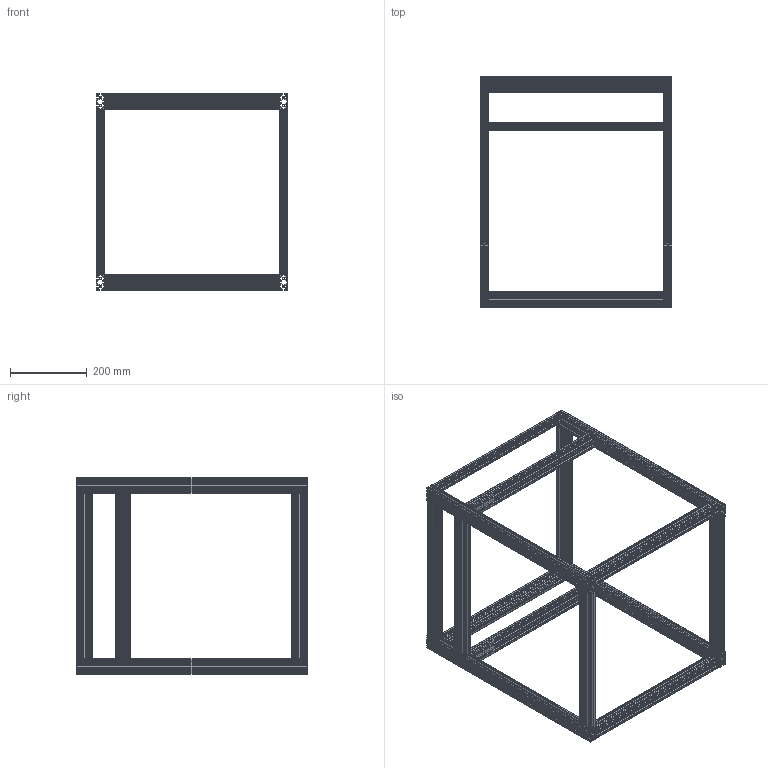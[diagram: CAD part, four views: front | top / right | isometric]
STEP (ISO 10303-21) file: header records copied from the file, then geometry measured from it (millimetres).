
FILE_DESCRIPTION(/* description */ (''),/* implementation_level */ '2;1');
FILE_NAME(/* name */ 'Full Frame v2.step',/* time_stamp */ '2020-11-18T05:00:39-06:00',/* author */ (''),/* organization */ (''),/* preprocessor_version */ 'ST-DEVELOPER v18.1',/* originating_system */ 'Autodesk Translation Framework v9.3.0.1241',/* authorisation */ '');
FILE_SCHEMA (('AUTOMOTIVE_DESIGN { 1 0 10303 214 3 1 1 }'));
Length unit declared in the file: millimetre
Products named in the file (17): Full Frame; Front Solid Upgright ; _20-2040-600-S; Front Solid Horizontal ; _20-2040-430-S; Rear Frame Upright ; _20-2040-600-CL (1); Right Top Horizontal ; Rear Frame Horizontal ; _20-2040-430-CL; Left Y Set; _20-2040-457-CL; Right Y set; Side Horizontal ; _20-2040-457-CL_1; Rear Cross with Stepper mount; _20-2040-430-CL_1
Assembly tree (23 placements, depth 4):
  Full Frame
    Front Solid Upgright   x2
      _20-2040-600-S
    Front Solid Horizontal   x2
      _20-2040-430-S
    Side Horizontal   x3
      _20-2040-457-CL_1
    Rear Frame Upright   x2
      _20-2040-600-CL (1)
    Rear Frame Horizontal   x2
      _20-2040-430-CL
    Right Top Horizontal 
    Left Y Set
      _20-2040-457-CL
    Right Y set
      Side Horizontal 
        _20-2040-457-CL_1
    Rear Cross with Stepper mount
      _20-2040-430-CL_1
Bounding box: 497 x 600 x 510 mm (x, y, z)
Volume: 1988553 mm3; surface area: 2403367 mm2
Topology: 15 solids, 15 shells, 2646 faces, 7848 edges, 5232 vertices
Faces by surface type: cylinder 1424, plane 1222
Entity records: 48511 total; most frequent: DIRECTION 8392, CARTESIAN_POINT 8216, ORIENTED_EDGE 8160, EDGE_CURVE 4080, AXIS2_PLACEMENT_3D 2896, VERTEX_POINT 2720, LINE 2600, VECTOR 2600
